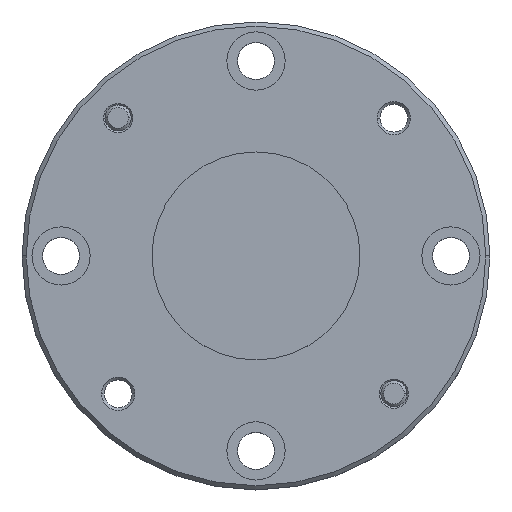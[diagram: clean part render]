
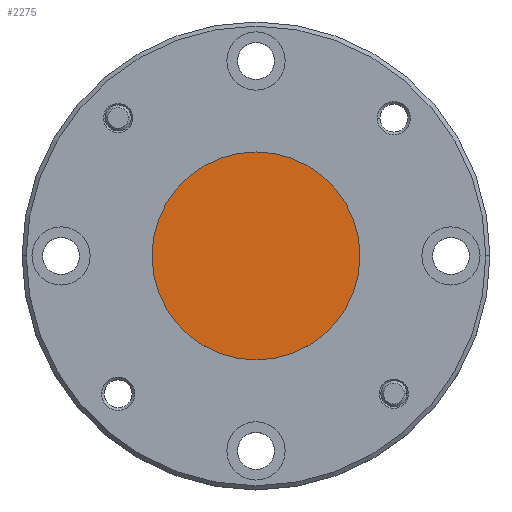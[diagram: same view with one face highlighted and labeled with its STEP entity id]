
A CAD part, top view. The second image highlights one B-rep face of the part: STEP entity #2275.
In plain terms, the highlighted planar face has unit normal (0, 0, 1).
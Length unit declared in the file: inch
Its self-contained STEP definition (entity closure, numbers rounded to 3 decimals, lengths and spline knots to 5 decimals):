
#94 = DIRECTION ( 'NONE',  ( -1., 0., 0. ) ) ;
#201 = DIRECTION ( 'NONE',  ( 1., 0., 0. ) ) ;
#422 = CIRCLE ( 'NONE', #2146, 0.25 ) ;
#426 = DIRECTION ( 'NONE',  ( 0., 0., 1. ) ) ;
#495 = DIRECTION ( 'NONE',  ( 0., 0., -1. ) ) ;
#645 = VERTEX_POINT ( 'NONE', #1126 ) ;
#680 = CARTESIAN_POINT ( 'NONE',  ( 0., 0., 0.03 ) ) ;
#691 = FACE_OUTER_BOUND ( 'NONE', #2147, .T. ) ;
#733 = CIRCLE ( 'NONE', #2489, 0.25 ) ;
#744 = PLANE ( 'NONE',  #1673 ) ;
#909 = ORIENTED_EDGE ( 'NONE', *, *, #2410, .T. ) ;
#1126 = CARTESIAN_POINT ( 'NONE',  ( -0.25, 0., 0.03 ) ) ;
#1301 = DIRECTION ( 'NONE',  ( 0., 0., 1. ) ) ;
#1318 = CARTESIAN_POINT ( 'NONE',  ( 0.25, 0., 0.03 ) ) ;
#1325 = CARTESIAN_POINT ( 'NONE',  ( 0., 0., 0.03 ) ) ;
#1481 = ORIENTED_EDGE ( 'NONE', *, *, #2551, .T. ) ;
#1673 = AXIS2_PLACEMENT_3D ( 'NONE', #1980, #495, #94 ) ;
#1980 = CARTESIAN_POINT ( 'NONE',  ( 0., 0.25, 0.03 ) ) ;
#2146 = AXIS2_PLACEMENT_3D ( 'NONE', #680, #426, #201 ) ;
#2147 = EDGE_LOOP ( 'NONE', ( #909, #1481 ) ) ;
#2275 = ADVANCED_FACE ( 'NONE', ( #691 ), #744, .F. ) ;
#2385 = VERTEX_POINT ( 'NONE', #1318 ) ;
#2410 = EDGE_CURVE ( 'NONE', #2385, #645, #733, .T. ) ;
#2489 = AXIS2_PLACEMENT_3D ( 'NONE', #1325, #1301, #2529 ) ;
#2529 = DIRECTION ( 'NONE',  ( 1., 0., 0. ) ) ;
#2551 = EDGE_CURVE ( 'NONE', #645, #2385, #422, .T. ) ;
